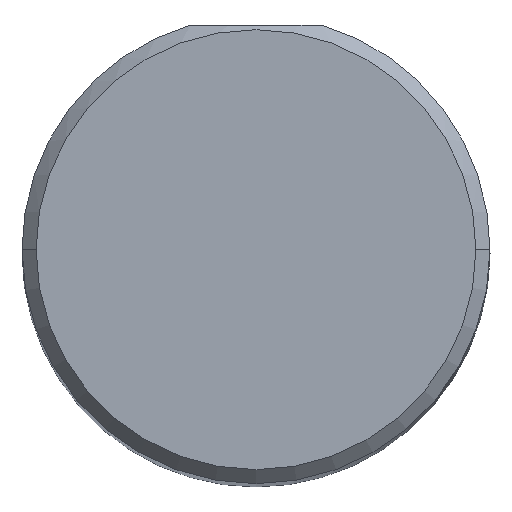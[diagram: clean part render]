
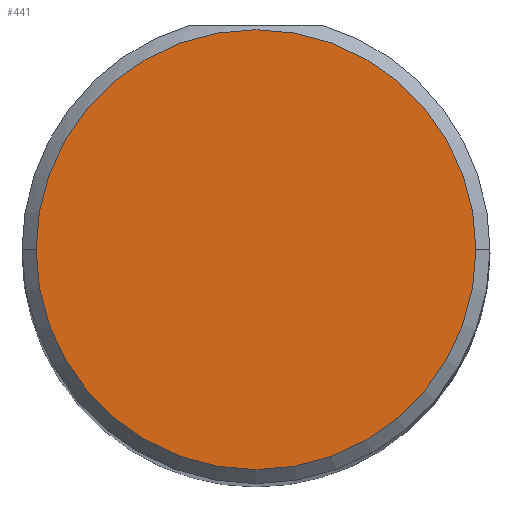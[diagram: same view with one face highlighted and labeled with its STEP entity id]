
A CAD part, top view. The second image highlights one B-rep face of the part: STEP entity #441.
In plain terms, the highlighted planar face has unit normal (0, 0, 1).
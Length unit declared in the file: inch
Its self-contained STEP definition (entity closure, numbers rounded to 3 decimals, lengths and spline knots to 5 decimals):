
#39 = CIRCLE ( 'NONE', #586, 0.235 ) ;
#40 = FACE_OUTER_BOUND ( 'NONE', #288, .T. ) ;
#65 = ORIENTED_EDGE ( 'NONE', *, *, #313, .T. ) ;
#70 = DIRECTION ( 'NONE',  ( 0., 0., 1. ) ) ;
#77 = CARTESIAN_POINT ( 'NONE',  ( 0., 0., 3. ) ) ;
#83 = VERTEX_POINT ( 'NONE', #306 ) ;
#132 = DIRECTION ( 'NONE',  ( 0., 0., 1. ) ) ;
#167 = AXIS2_PLACEMENT_3D ( 'NONE', #77, #132, #190 ) ;
#181 = VERTEX_POINT ( 'NONE', #466 ) ;
#190 = DIRECTION ( 'NONE',  ( 1., 0., 0. ) ) ;
#205 = CARTESIAN_POINT ( 'NONE',  ( 0., 0., 3. ) ) ;
#215 = DIRECTION ( 'NONE',  ( 1., 0., 0. ) ) ;
#274 = AXIS2_PLACEMENT_3D ( 'NONE', #205, #659, #570 ) ;
#288 = EDGE_LOOP ( 'NONE', ( #625, #65 ) ) ;
#306 = CARTESIAN_POINT ( 'NONE',  ( 0.235, 0., 3. ) ) ;
#313 = EDGE_CURVE ( 'NONE', #83, #181, #39, .T. ) ;
#441 = ADVANCED_FACE ( 'NONE', ( #40 ), #648, .T. ) ;
#466 = CARTESIAN_POINT ( 'NONE',  ( -0.235, 0., 3. ) ) ;
#522 = CIRCLE ( 'NONE', #274, 0.235 ) ;
#536 = EDGE_CURVE ( 'NONE', #181, #83, #522, .T. ) ;
#570 = DIRECTION ( 'NONE',  ( 1., 0., 0. ) ) ;
#586 = AXIS2_PLACEMENT_3D ( 'NONE', #635, #70, #215 ) ;
#625 = ORIENTED_EDGE ( 'NONE', *, *, #536, .T. ) ;
#635 = CARTESIAN_POINT ( 'NONE',  ( 0., 0., 3. ) ) ;
#648 = PLANE ( 'NONE',  #167 ) ;
#659 = DIRECTION ( 'NONE',  ( 0., 0., 1. ) ) ;
